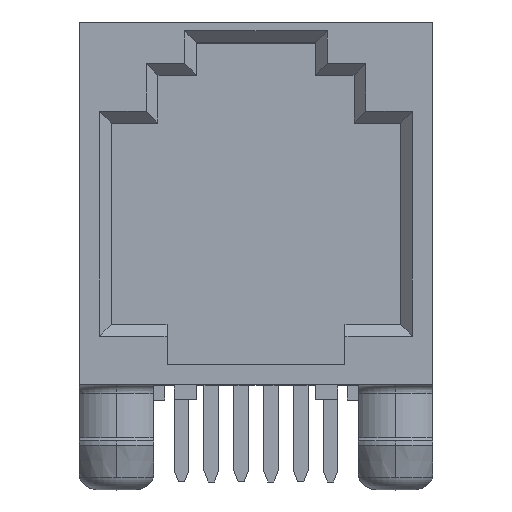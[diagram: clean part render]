
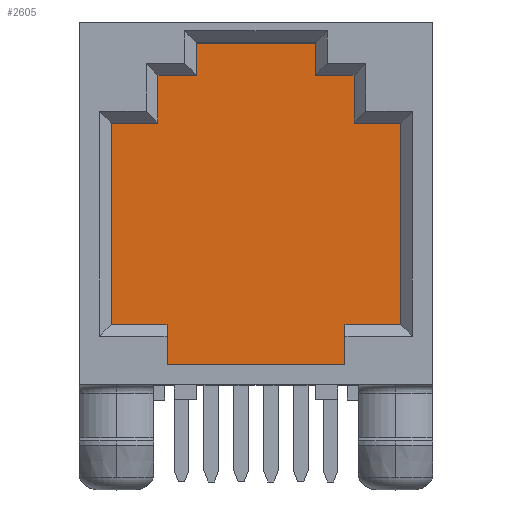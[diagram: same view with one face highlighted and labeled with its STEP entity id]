
A CAD part, top view. The second image highlights one B-rep face of the part: STEP entity #2605.
In plain terms, the highlighted planar face has unit normal (0, 0, 1).
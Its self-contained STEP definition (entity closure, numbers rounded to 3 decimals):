
#6 = DIRECTION ( 'NONE',  ( -1., 0., 0. ) ) ;
#23 = CARTESIAN_POINT ( 'NONE',  ( -2.032, 5.737, -10. ) ) ;
#39 = ORIENTED_EDGE ( 'NONE', *, *, #4163, .T. ) ;
#81 = VECTOR ( 'NONE', #3076, 1000. ) ;
#202 = ORIENTED_EDGE ( 'NONE', *, *, #4869, .T. ) ;
#216 = VERTEX_POINT ( 'NONE', #2960 ) ;
#250 = DIRECTION ( 'NONE',  ( 0., -1., 0. ) ) ;
#368 = CARTESIAN_POINT ( 'NONE',  ( 3.036, -5.26, -10. ) ) ;
#377 = DIRECTION ( 'NONE',  ( 1., 0., 0. ) ) ;
#506 = LINE ( 'NONE', #4817, #1322 ) ;
#536 = ORIENTED_EDGE ( 'NONE', *, *, #3870, .T. ) ;
#541 = VECTOR ( 'NONE', #4490, 1000. ) ;
#565 = CARTESIAN_POINT ( 'NONE',  ( -3.036, -3.88, -10. ) ) ;
#600 = VERTEX_POINT ( 'NONE', #3209 ) ;
#634 = VERTEX_POINT ( 'NONE', #2340 ) ;
#669 = EDGE_CURVE ( 'NONE', #671, #963, #4405, .T. ) ;
#671 = VERTEX_POINT ( 'NONE', #2375 ) ;
#696 = EDGE_LOOP ( 'NONE', ( #3224, #4693, #39, #3809, #3153, #202, #3353, #4632, #2934, #2235, #2567, #4122, #1864, #3640, #536, #2954 ) ) ;
#778 = CARTESIAN_POINT ( 'NONE',  ( -3.036, -3.88, -10. ) ) ;
#808 = CARTESIAN_POINT ( 'NONE',  ( 3.343, 2.992, -10. ) ) ;
#904 = FACE_OUTER_BOUND ( 'NONE', #696, .T. ) ;
#944 = VERTEX_POINT ( 'NONE', #4550 ) ;
#951 = LINE ( 'NONE', #778, #4823 ) ;
#963 = VERTEX_POINT ( 'NONE', #2936 ) ;
#1074 = LINE ( 'NONE', #2171, #4683 ) ;
#1079 = DIRECTION ( 'NONE',  ( 0., -1., 0. ) ) ;
#1096 = PLANE ( 'NONE',  #1639 ) ;
#1164 = VERTEX_POINT ( 'NONE', #23 ) ;
#1169 = LINE ( 'NONE', #808, #1346 ) ;
#1285 = EDGE_CURVE ( 'NONE', #944, #634, #1299, .T. ) ;
#1299 = LINE ( 'NONE', #3692, #541 ) ;
#1322 = VECTOR ( 'NONE', #3219, 1000. ) ;
#1336 = DIRECTION ( 'NONE',  ( -1., 0., 0. ) ) ;
#1346 = VECTOR ( 'NONE', #3675, 1000. ) ;
#1395 = CARTESIAN_POINT ( 'NONE',  ( -2.032, 5.737, -10. ) ) ;
#1578 = LINE ( 'NONE', #1674, #4762 ) ;
#1639 = AXIS2_PLACEMENT_3D ( 'NONE', #2310, #3169, #2329 ) ;
#1674 = CARTESIAN_POINT ( 'NONE',  ( -4.936, -3.88, -10. ) ) ;
#1689 = VERTEX_POINT ( 'NONE', #4482 ) ;
#1736 = CARTESIAN_POINT ( 'NONE',  ( 4.936, -3.88, -10. ) ) ;
#1824 = LINE ( 'NONE', #4538, #3067 ) ;
#1864 = ORIENTED_EDGE ( 'NONE', *, *, #3166, .T. ) ;
#1892 = LINE ( 'NONE', #4802, #5130 ) ;
#1953 = EDGE_CURVE ( 'NONE', #600, #4820, #3409, .T. ) ;
#1998 = CARTESIAN_POINT ( 'NONE',  ( -4.936, 2.992, -10. ) ) ;
#2171 = CARTESIAN_POINT ( 'NONE',  ( 4.936, 2.992, -10. ) ) ;
#2176 = DIRECTION ( 'NONE',  ( -1., 0., 0. ) ) ;
#2235 = ORIENTED_EDGE ( 'NONE', *, *, #2543, .T. ) ;
#2265 = EDGE_CURVE ( 'NONE', #4711, #944, #1169, .T. ) ;
#2302 = EDGE_CURVE ( 'NONE', #216, #4810, #4713, .T. ) ;
#2310 = CARTESIAN_POINT ( 'NONE',  ( 0., 0., -10. ) ) ;
#2329 = DIRECTION ( 'NONE',  ( 1., 0., 0. ) ) ;
#2340 = CARTESIAN_POINT ( 'NONE',  ( 2.032, 4.624, -10. ) ) ;
#2351 = LINE ( 'NONE', #4687, #3191 ) ;
#2375 = CARTESIAN_POINT ( 'NONE',  ( -3.036, -5.26, -10. ) ) ;
#2485 = DIRECTION ( 'NONE',  ( 1., 0., 0. ) ) ;
#2543 = EDGE_CURVE ( 'NONE', #1689, #1164, #5212, .T. ) ;
#2555 = CARTESIAN_POINT ( 'NONE',  ( 3.036, -3.88, -10. ) ) ;
#2567 = ORIENTED_EDGE ( 'NONE', *, *, #4489, .T. ) ;
#2605 = ADVANCED_FACE ( 'NONE', ( #904 ), #1096, .T. ) ;
#2685 = EDGE_CURVE ( 'NONE', #3638, #671, #4953, .T. ) ;
#2743 = CARTESIAN_POINT ( 'NONE',  ( -3.343, 4.624, -10. ) ) ;
#2934 = ORIENTED_EDGE ( 'NONE', *, *, #3309, .T. ) ;
#2936 = CARTESIAN_POINT ( 'NONE',  ( 3.036, -5.26, -10. ) ) ;
#2949 = CARTESIAN_POINT ( 'NONE',  ( 4.936, -3.88, -10. ) ) ;
#2954 = ORIENTED_EDGE ( 'NONE', *, *, #4498, .T. ) ;
#2960 = CARTESIAN_POINT ( 'NONE',  ( -3.343, 2.992, -10. ) ) ;
#2962 = VECTOR ( 'NONE', #2176, 1000. ) ;
#3060 = LINE ( 'NONE', #1736, #4999 ) ;
#3067 = VECTOR ( 'NONE', #3778, 1000. ) ;
#3076 = DIRECTION ( 'NONE',  ( -1., 0., 0. ) ) ;
#3095 = CARTESIAN_POINT ( 'NONE',  ( -3.036, -5.26, -10. ) ) ;
#3153 = ORIENTED_EDGE ( 'NONE', *, *, #4092, .T. ) ;
#3166 = EDGE_CURVE ( 'NONE', #4820, #216, #4508, .T. ) ;
#3169 = DIRECTION ( 'NONE',  ( 0., 0., 1. ) ) ;
#3191 = VECTOR ( 'NONE', #3587, 1000. ) ;
#3209 = CARTESIAN_POINT ( 'NONE',  ( -2.032, 4.624, -10. ) ) ;
#3219 = DIRECTION ( 'NONE',  ( 0., -1., 0. ) ) ;
#3224 = ORIENTED_EDGE ( 'NONE', *, *, #2685, .T. ) ;
#3287 = DIRECTION ( 'NONE',  ( 0., -1., 0. ) ) ;
#3309 = EDGE_CURVE ( 'NONE', #634, #1689, #1892, .T. ) ;
#3353 = ORIENTED_EDGE ( 'NONE', *, *, #2265, .T. ) ;
#3409 = LINE ( 'NONE', #3448, #2962 ) ;
#3448 = CARTESIAN_POINT ( 'NONE',  ( -3.343, 4.624, -10. ) ) ;
#3587 = DIRECTION ( 'NONE',  ( 0., 1., 0. ) ) ;
#3638 = VERTEX_POINT ( 'NONE', #565 ) ;
#3640 = ORIENTED_EDGE ( 'NONE', *, *, #2302, .T. ) ;
#3659 = VECTOR ( 'NONE', #250, 1000. ) ;
#3675 = DIRECTION ( 'NONE',  ( 0., 1., 0. ) ) ;
#3692 = CARTESIAN_POINT ( 'NONE',  ( 3.343, 4.624, -10. ) ) ;
#3694 = EDGE_CURVE ( 'NONE', #5235, #4769, #1824, .T. ) ;
#3778 = DIRECTION ( 'NONE',  ( 1., 0., 0. ) ) ;
#3809 = ORIENTED_EDGE ( 'NONE', *, *, #3694, .T. ) ;
#3870 = EDGE_CURVE ( 'NONE', #4810, #4051, #1578, .T. ) ;
#3960 = CARTESIAN_POINT ( 'NONE',  ( -3.343, 2.992, -10. ) ) ;
#4051 = VERTEX_POINT ( 'NONE', #4680 ) ;
#4092 = EDGE_CURVE ( 'NONE', #4769, #5195, #3060, .T. ) ;
#4105 = VECTOR ( 'NONE', #2485, 1000. ) ;
#4122 = ORIENTED_EDGE ( 'NONE', *, *, #1953, .T. ) ;
#4163 = EDGE_CURVE ( 'NONE', #963, #5235, #2351, .T. ) ;
#4405 = LINE ( 'NONE', #368, #4105 ) ;
#4456 = VECTOR ( 'NONE', #6, 1000. ) ;
#4482 = CARTESIAN_POINT ( 'NONE',  ( 2.032, 5.737, -10. ) ) ;
#4489 = EDGE_CURVE ( 'NONE', #1164, #600, #506, .T. ) ;
#4490 = DIRECTION ( 'NONE',  ( -1., 0., 0. ) ) ;
#4498 = EDGE_CURVE ( 'NONE', #4051, #3638, #951, .T. ) ;
#4508 = LINE ( 'NONE', #3960, #3659 ) ;
#4510 = CARTESIAN_POINT ( 'NONE',  ( 3.343, 2.992, -10. ) ) ;
#4538 = CARTESIAN_POINT ( 'NONE',  ( 3.036, -3.88, -10. ) ) ;
#4550 = CARTESIAN_POINT ( 'NONE',  ( 3.343, 4.624, -10. ) ) ;
#4632 = ORIENTED_EDGE ( 'NONE', *, *, #1285, .T. ) ;
#4651 = VECTOR ( 'NONE', #1079, 1000. ) ;
#4680 = CARTESIAN_POINT ( 'NONE',  ( -4.936, -3.88, -10. ) ) ;
#4683 = VECTOR ( 'NONE', #1336, 1000. ) ;
#4687 = CARTESIAN_POINT ( 'NONE',  ( 3.036, -5.26, -10. ) ) ;
#4693 = ORIENTED_EDGE ( 'NONE', *, *, #669, .T. ) ;
#4711 = VERTEX_POINT ( 'NONE', #4510 ) ;
#4713 = LINE ( 'NONE', #1998, #4456 ) ;
#4762 = VECTOR ( 'NONE', #3287, 1000. ) ;
#4769 = VERTEX_POINT ( 'NONE', #2949 ) ;
#4802 = CARTESIAN_POINT ( 'NONE',  ( 2.032, 4.624, -10. ) ) ;
#4810 = VERTEX_POINT ( 'NONE', #5128 ) ;
#4817 = CARTESIAN_POINT ( 'NONE',  ( -2.032, 4.624, -10. ) ) ;
#4820 = VERTEX_POINT ( 'NONE', #2743 ) ;
#4823 = VECTOR ( 'NONE', #377, 1000. ) ;
#4869 = EDGE_CURVE ( 'NONE', #5195, #4711, #1074, .T. ) ;
#4953 = LINE ( 'NONE', #3095, #4651 ) ;
#4999 = VECTOR ( 'NONE', #5103, 1000. ) ;
#5001 = CARTESIAN_POINT ( 'NONE',  ( 4.936, 2.992, -10. ) ) ;
#5103 = DIRECTION ( 'NONE',  ( 0., 1., 0. ) ) ;
#5128 = CARTESIAN_POINT ( 'NONE',  ( -4.936, 2.992, -10. ) ) ;
#5130 = VECTOR ( 'NONE', #5204, 1000. ) ;
#5195 = VERTEX_POINT ( 'NONE', #5001 ) ;
#5204 = DIRECTION ( 'NONE',  ( 0., 1., 0. ) ) ;
#5212 = LINE ( 'NONE', #1395, #81 ) ;
#5235 = VERTEX_POINT ( 'NONE', #2555 ) ;
